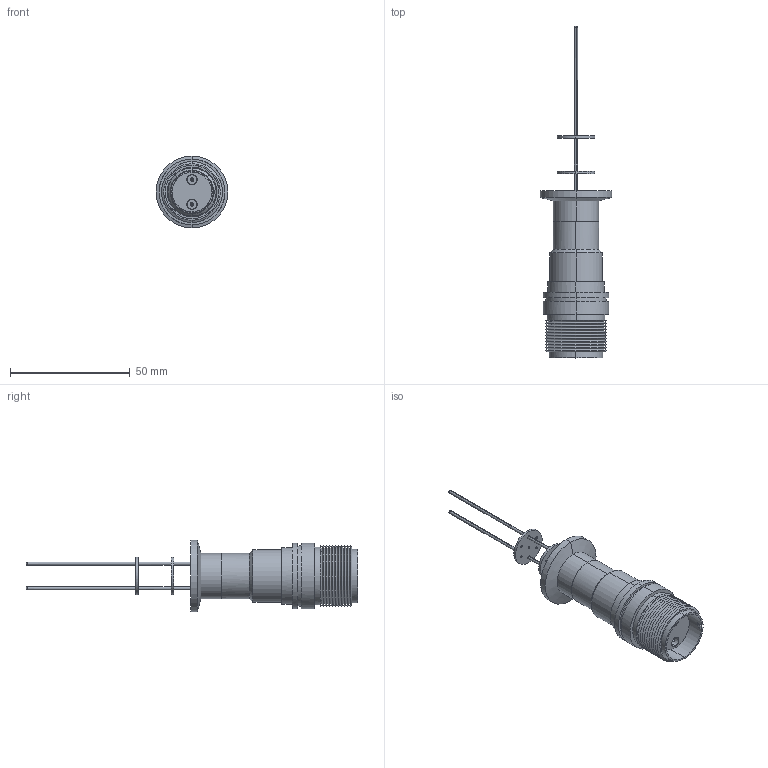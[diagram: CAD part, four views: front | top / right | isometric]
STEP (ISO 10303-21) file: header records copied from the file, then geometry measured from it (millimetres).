
FILE_DESCRIPTION (( 'STEP AP203' ), '1' );
FILE_NAME ('A6077-1-CF.STEP', '2011-10-12T12:55:40', ( '' ), ( '' ), 'SwSTEP 2.0', 'SolidWorks 2011', '' );
FILE_SCHEMA (( 'CONFIG_CONTROL_DESIGN' ));
Length unit declared in the file: inch
Products named in the file (1): A6077-1-CF
Bounding box: 29.97 x 138.78 x 29.97 mm (x, y, z)
Volume: 17757.1 mm3; surface area: 17579 mm2
Topology: 1 solids, 1 shells, 235 faces, 631 edges, 421 vertices
Faces by surface type: cylinder 105, cone 76, plane 40, bspline 14
Entity records: 12017 total; most frequent: CARTESIAN_POINT 6489, ORIENTED_EDGE 1246, DIRECTION 936, EDGE_CURVE 623, VERTEX_POINT 421, AXIS2_PLACEMENT_3D 368, EDGE_LOOP 290, B_SPLINE_CURVE_WITH_KNOTS 269
